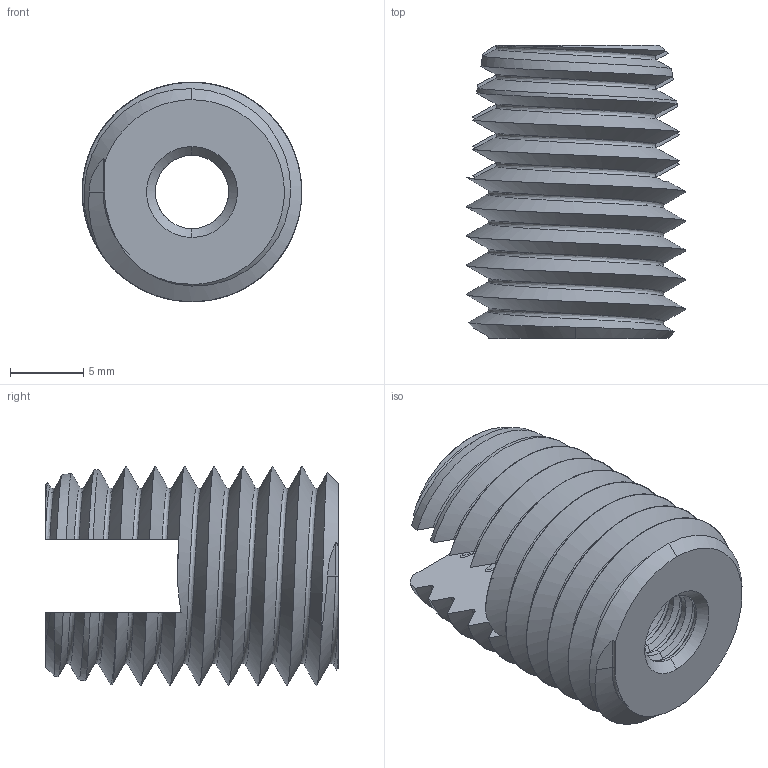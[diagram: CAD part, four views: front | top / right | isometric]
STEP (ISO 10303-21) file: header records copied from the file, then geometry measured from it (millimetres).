
FILE_DESCRIPTION (( 'STEP AP214' ), '1' );
FILE_NAME ('340me110.STEP', '2014-09-02T08:41:43', ( '' ), ( '' ), 'SwSTEP 2.0', 'SolidWorks 2014', '' );
FILE_SCHEMA (( 'AUTOMOTIVE_DESIGN' ));
Length unit declared in the file: inch
Products named in the file (1): 340me110
Bounding box: 15 x 20 x 15 mm (x, y, z)
Surface area: 2047.8 mm2 (no closed solid volume)
Topology: 0 solids, 2 shells, 235 faces, 596 edges, 369 vertices
Faces by surface type: cone 96, bspline 95, cylinder 38, plane 6
Entity records: 37212 total; most frequent: CARTESIAN_POINT 29398, ORIENTED_EDGE 1148, DIRECTION 755, EDGE_CURVE 596, VERTEX_POINT 369, AXIS2_PLACEMENT_3D 332, B_SPLINE_CURVE_WITH_KNOTS 279, EDGE_LOOP 250
